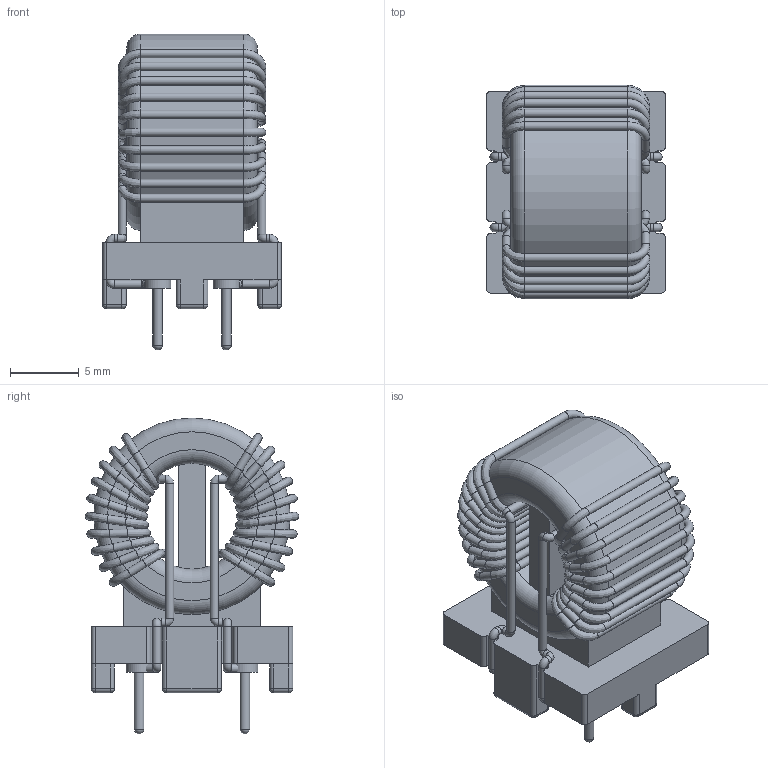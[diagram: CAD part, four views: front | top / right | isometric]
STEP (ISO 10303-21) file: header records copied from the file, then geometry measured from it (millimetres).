
FILE_DESCRIPTION(('FreeCAD Model'),'2;1');
FILE_NAME( 'Assem1_cp.step', '2018-05-09T22:54:02',('kicad StepUp'),('ksu MCAD'), 'Open CASCADE STEP processor 7.2','FreeCAD','Unknown');
FILE_SCHEMA(('AUTOMOTIVE_DESIGN { 1 0 10303 214 1 1 1 1 }'));
Length unit declared in the file: millimetre
Products named in the file (1): Assem1_cp
Bounding box: 13 x 15.54 x 23 mm (x, y, z)
Volume: 2038.8 mm3; surface area: 3154.5 mm2
Topology: 10 solids, 10 shells, 414 faces, 900 edges, 502 vertices
Faces by surface type: cylinder 173, plane 109, torus 72, bspline 40, sphere 20
Full cylindrical faces by diameter (mm): 0.6 x106, 0.7 x6, 1.9 x4, 7.7 x1, 14.3 x1
Entity records: 27107 total; most frequent: CARTESIAN_POINT 15719, ORIENTED_EDGE 1760, DIRECTION 1752, EDGE_CURVE 880, AXIS2_PLACEMENT_3D 733, VERTEX_POINT 502, FACE_BOUND 436, EDGE_LOOP 436
